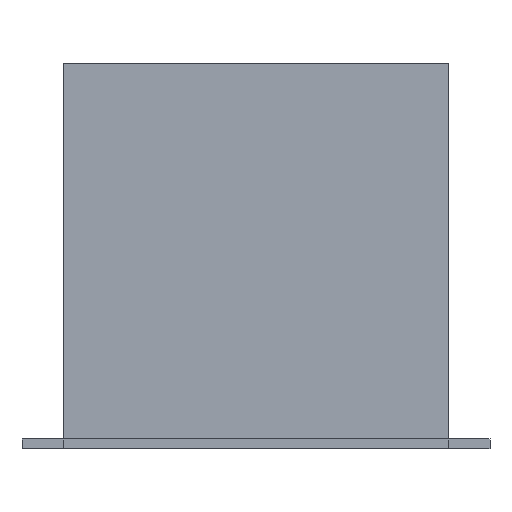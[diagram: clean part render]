
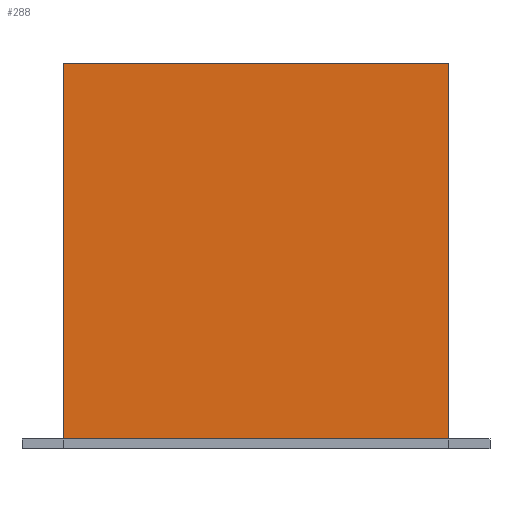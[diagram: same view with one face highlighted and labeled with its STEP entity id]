
A CAD part, left-side view. The second image highlights one B-rep face of the part: STEP entity #288.
In plain terms, the highlighted planar face has unit normal (-1, 0, 0).
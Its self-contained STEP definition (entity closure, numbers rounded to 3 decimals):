
#261 = EDGE_CURVE('',#262,#264,#266,.T.);
#262 = VERTEX_POINT('',#263);
#263 = CARTESIAN_POINT('',(0.,0.,2.));
#264 = VERTEX_POINT('',#265);
#265 = CARTESIAN_POINT('',(0.,2.,2.));
#266 = LINE('',#267,#268);
#267 = CARTESIAN_POINT('',(0.,0.,2.));
#268 = VECTOR('',#269,1.);
#269 = DIRECTION('',(0.,1.,0.));
#288 = ADVANCED_FACE('',(#289),#314,.F.);
#289 = FACE_BOUND('',#290,.F.);
#290 = EDGE_LOOP('',(#291,#299,#307,#313));
#291 = ORIENTED_EDGE('',*,*,#292,.F.);
#292 = EDGE_CURVE('',#293,#262,#295,.T.);
#293 = VERTEX_POINT('',#294);
#294 = CARTESIAN_POINT('',(0.,0.,0.05));
#295 = LINE('',#296,#297);
#296 = CARTESIAN_POINT('',(0.,0.,0.));
#297 = VECTOR('',#298,1.);
#298 = DIRECTION('',(0.,0.,1.));
#299 = ORIENTED_EDGE('',*,*,#300,.T.);
#300 = EDGE_CURVE('',#293,#301,#303,.T.);
#301 = VERTEX_POINT('',#302);
#302 = CARTESIAN_POINT('',(0.,2.,0.05));
#303 = LINE('',#304,#305);
#304 = CARTESIAN_POINT('',(0.,0.,0.05));
#305 = VECTOR('',#306,1.);
#306 = DIRECTION('',(0.,1.,0.));
#307 = ORIENTED_EDGE('',*,*,#308,.T.);
#308 = EDGE_CURVE('',#301,#264,#309,.T.);
#309 = LINE('',#310,#311);
#310 = CARTESIAN_POINT('',(0.,2.,0.));
#311 = VECTOR('',#312,1.);
#312 = DIRECTION('',(0.,0.,1.));
#313 = ORIENTED_EDGE('',*,*,#261,.F.);
#314 = PLANE('',#315);
#315 = AXIS2_PLACEMENT_3D('',#316,#317,#318);
#316 = CARTESIAN_POINT('',(0.,0.,0.));
#317 = DIRECTION('',(1.,0.,0.));
#318 = DIRECTION('',(0.,0.,1.));
